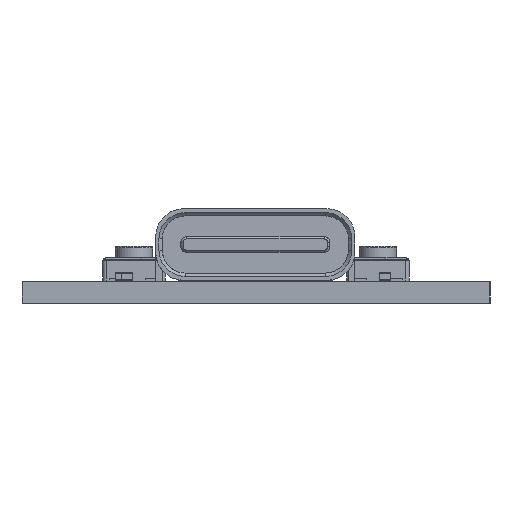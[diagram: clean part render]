
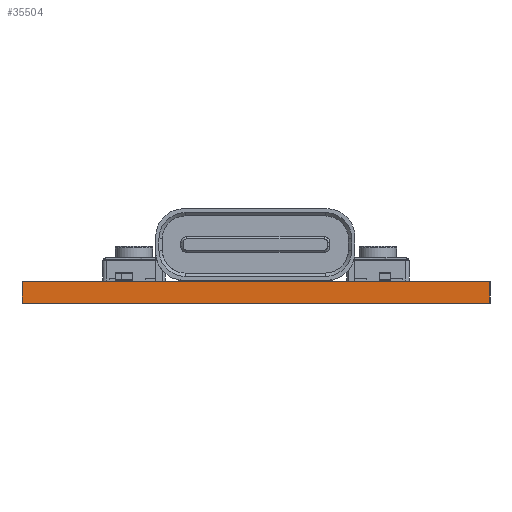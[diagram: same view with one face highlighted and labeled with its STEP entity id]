
A CAD part, left-side view. The second image highlights one B-rep face of the part: STEP entity #35504.
In plain terms, the highlighted planar face has unit normal (-1, 0, 0).
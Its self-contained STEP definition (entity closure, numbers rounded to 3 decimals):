
#35323 = PLANE('',#35324);
#35324 = AXIS2_PLACEMENT_3D('',#35325,#35326,#35327);
#35325 = CARTESIAN_POINT('',(43.3,0.,0.));
#35326 = DIRECTION('',(0.,-1.,0.));
#35327 = DIRECTION('',(-1.,0.,0.));
#35348 = VERTEX_POINT('',#35349);
#35349 = CARTESIAN_POINT('',(0.,0.,0.98));
#35363 = PLANE('',#35364);
#35364 = AXIS2_PLACEMENT_3D('',#35365,#35366,#35367);
#35365 = CARTESIAN_POINT('',(21.65,10.5,0.98));
#35366 = DIRECTION('',(-0.,-0.,-1.));
#35367 = DIRECTION('',(-1.,0.,0.));
#35375 = EDGE_CURVE('',#35376,#35348,#35378,.T.);
#35376 = VERTEX_POINT('',#35377);
#35377 = CARTESIAN_POINT('',(0.,-0.,0.));
#35378 = SURFACE_CURVE('',#35379,(#35383,#35390),.PCURVE_S1.);
#35379 = LINE('',#35380,#35381);
#35380 = CARTESIAN_POINT('',(0.,-0.,0.));
#35381 = VECTOR('',#35382,1.);
#35382 = DIRECTION('',(0.,0.,1.));
#35383 = PCURVE('',#35323,#35384);
#35384 = DEFINITIONAL_REPRESENTATION('',(#35385),#35389);
#35385 = LINE('',#35386,#35387);
#35386 = CARTESIAN_POINT('',(43.3,0.));
#35387 = VECTOR('',#35388,1.);
#35388 = DIRECTION('',(0.,-1.));
#35389 = ( GEOMETRIC_REPRESENTATION_CONTEXT(2) 
PARAMETRIC_REPRESENTATION_CONTEXT() REPRESENTATION_CONTEXT('2D SPACE',''
  ) );
#35390 = PCURVE('',#35391,#35396);
#35391 = PLANE('',#35392);
#35392 = AXIS2_PLACEMENT_3D('',#35393,#35394,#35395);
#35393 = CARTESIAN_POINT('',(0.,0.,0.));
#35394 = DIRECTION('',(-1.,0.,0.));
#35395 = DIRECTION('',(0.,1.,0.));
#35396 = DEFINITIONAL_REPRESENTATION('',(#35397),#35401);
#35397 = LINE('',#35398,#35399);
#35398 = CARTESIAN_POINT('',(0.,0.));
#35399 = VECTOR('',#35400,1.);
#35400 = DIRECTION('',(0.,-1.));
#35401 = ( GEOMETRIC_REPRESENTATION_CONTEXT(2) 
PARAMETRIC_REPRESENTATION_CONTEXT() REPRESENTATION_CONTEXT('2D SPACE',''
  ) );
#35417 = PLANE('',#35418);
#35418 = AXIS2_PLACEMENT_3D('',#35419,#35420,#35421);
#35419 = CARTESIAN_POINT('',(21.65,10.5,0.));
#35420 = DIRECTION('',(-0.,-0.,-1.));
#35421 = DIRECTION('',(-1.,0.,0.));
#35450 = PLANE('',#35451);
#35451 = AXIS2_PLACEMENT_3D('',#35452,#35453,#35454);
#35452 = CARTESIAN_POINT('',(0.,21.,0.));
#35453 = DIRECTION('',(0.,1.,0.));
#35454 = DIRECTION('',(1.,0.,0.));
#35504 = ADVANCED_FACE('',(#35505),#35391,.T.);
#35505 = FACE_BOUND('',#35506,.T.);
#35506 = EDGE_LOOP('',(#35507,#35508,#35531,#35554));
#35507 = ORIENTED_EDGE('',*,*,#35375,.T.);
#35508 = ORIENTED_EDGE('',*,*,#35509,.T.);
#35509 = EDGE_CURVE('',#35348,#35510,#35512,.T.);
#35510 = VERTEX_POINT('',#35511);
#35511 = CARTESIAN_POINT('',(0.,21.,0.98));
#35512 = SURFACE_CURVE('',#35513,(#35517,#35524),.PCURVE_S1.);
#35513 = LINE('',#35514,#35515);
#35514 = CARTESIAN_POINT('',(0.,0.,0.98));
#35515 = VECTOR('',#35516,1.);
#35516 = DIRECTION('',(0.,1.,0.));
#35517 = PCURVE('',#35391,#35518);
#35518 = DEFINITIONAL_REPRESENTATION('',(#35519),#35523);
#35519 = LINE('',#35520,#35521);
#35520 = CARTESIAN_POINT('',(0.,-0.98));
#35521 = VECTOR('',#35522,1.);
#35522 = DIRECTION('',(1.,0.));
#35523 = ( GEOMETRIC_REPRESENTATION_CONTEXT(2) 
PARAMETRIC_REPRESENTATION_CONTEXT() REPRESENTATION_CONTEXT('2D SPACE',''
  ) );
#35524 = PCURVE('',#35363,#35525);
#35525 = DEFINITIONAL_REPRESENTATION('',(#35526),#35530);
#35526 = LINE('',#35527,#35528);
#35527 = CARTESIAN_POINT('',(21.65,-10.5));
#35528 = VECTOR('',#35529,1.);
#35529 = DIRECTION('',(0.,1.));
#35530 = ( GEOMETRIC_REPRESENTATION_CONTEXT(2) 
PARAMETRIC_REPRESENTATION_CONTEXT() REPRESENTATION_CONTEXT('2D SPACE',''
  ) );
#35531 = ORIENTED_EDGE('',*,*,#35532,.F.);
#35532 = EDGE_CURVE('',#35533,#35510,#35535,.T.);
#35533 = VERTEX_POINT('',#35534);
#35534 = CARTESIAN_POINT('',(0.,21.,0.));
#35535 = SURFACE_CURVE('',#35536,(#35540,#35547),.PCURVE_S1.);
#35536 = LINE('',#35537,#35538);
#35537 = CARTESIAN_POINT('',(0.,21.,0.));
#35538 = VECTOR('',#35539,1.);
#35539 = DIRECTION('',(0.,0.,1.));
#35540 = PCURVE('',#35391,#35541);
#35541 = DEFINITIONAL_REPRESENTATION('',(#35542),#35546);
#35542 = LINE('',#35543,#35544);
#35543 = CARTESIAN_POINT('',(21.,0.));
#35544 = VECTOR('',#35545,1.);
#35545 = DIRECTION('',(0.,-1.));
#35546 = ( GEOMETRIC_REPRESENTATION_CONTEXT(2) 
PARAMETRIC_REPRESENTATION_CONTEXT() REPRESENTATION_CONTEXT('2D SPACE',''
  ) );
#35547 = PCURVE('',#35450,#35548);
#35548 = DEFINITIONAL_REPRESENTATION('',(#35549),#35553);
#35549 = LINE('',#35550,#35551);
#35550 = CARTESIAN_POINT('',(0.,0.));
#35551 = VECTOR('',#35552,1.);
#35552 = DIRECTION('',(0.,-1.));
#35553 = ( GEOMETRIC_REPRESENTATION_CONTEXT(2) 
PARAMETRIC_REPRESENTATION_CONTEXT() REPRESENTATION_CONTEXT('2D SPACE',''
  ) );
#35554 = ORIENTED_EDGE('',*,*,#35555,.F.);
#35555 = EDGE_CURVE('',#35376,#35533,#35556,.T.);
#35556 = SURFACE_CURVE('',#35557,(#35561,#35568),.PCURVE_S1.);
#35557 = LINE('',#35558,#35559);
#35558 = CARTESIAN_POINT('',(0.,-0.,0.));
#35559 = VECTOR('',#35560,1.);
#35560 = DIRECTION('',(0.,1.,0.));
#35561 = PCURVE('',#35391,#35562);
#35562 = DEFINITIONAL_REPRESENTATION('',(#35563),#35567);
#35563 = LINE('',#35564,#35565);
#35564 = CARTESIAN_POINT('',(0.,0.));
#35565 = VECTOR('',#35566,1.);
#35566 = DIRECTION('',(1.,0.));
#35567 = ( GEOMETRIC_REPRESENTATION_CONTEXT(2) 
PARAMETRIC_REPRESENTATION_CONTEXT() REPRESENTATION_CONTEXT('2D SPACE',''
  ) );
#35568 = PCURVE('',#35417,#35569);
#35569 = DEFINITIONAL_REPRESENTATION('',(#35570),#35574);
#35570 = LINE('',#35571,#35572);
#35571 = CARTESIAN_POINT('',(21.65,-10.5));
#35572 = VECTOR('',#35573,1.);
#35573 = DIRECTION('',(0.,1.));
#35574 = ( GEOMETRIC_REPRESENTATION_CONTEXT(2) 
PARAMETRIC_REPRESENTATION_CONTEXT() REPRESENTATION_CONTEXT('2D SPACE',''
  ) );
